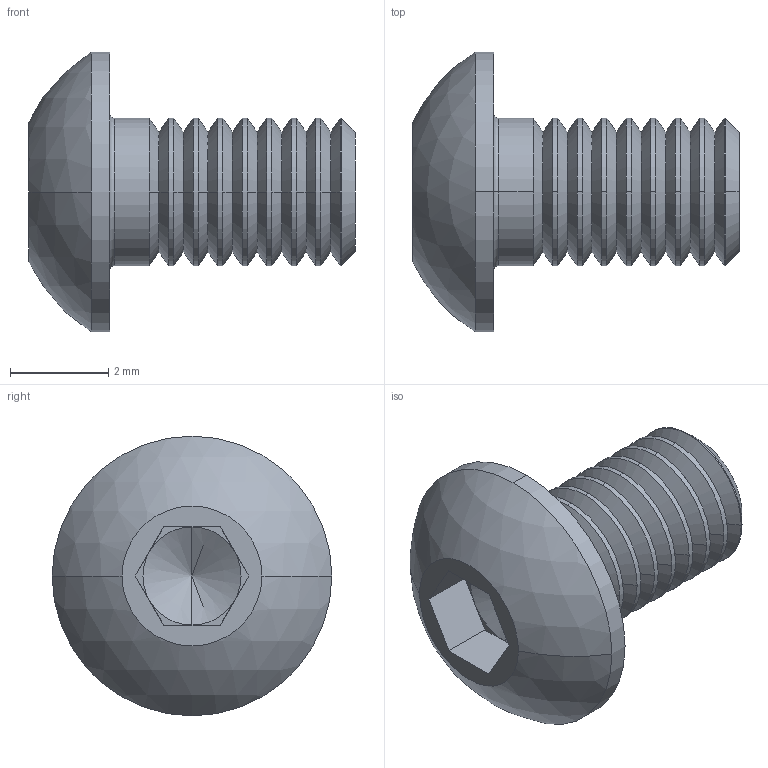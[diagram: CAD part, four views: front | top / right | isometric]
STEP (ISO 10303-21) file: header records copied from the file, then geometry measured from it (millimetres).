
FILE_DESCRIPTION (( 'STEP AP203' ), '1' );
FILE_NAME ('socket button head cap screw_am_B18.3.4M - 3 x 0.5 x 5 SBHCS --S_sldprt.STEP', '2023-01-28T19:13:55', ( 'Windows User' ), ( '' ), 'SwSTEP 2.0', 'SolidWorks 2022', '' );
FILE_SCHEMA (( 'CONFIG_CONTROL_DESIGN' ));
Length unit declared in the file: millimetre
Products named in the file (1): socket button head cap screw_am_B18.3.4M - 3 x 0.5 x 5 SBHCS --S_sldprt
Bounding box: 6.65 x 5.7 x 5.7 mm (x, y, z)
Volume: 57.9 mm3; surface area: 135.4 mm2
Topology: 1 solids, 1 shells, 75 faces, 188 edges, 115 vertices
Faces by surface type: cone 36, cylinder 20, plane 15, torus 2, sphere 2
Entity records: 2327 total; most frequent: DIRECTION 444, CARTESIAN_POINT 377, ORIENTED_EDGE 372, EDGE_CURVE 186, AXIS2_PLACEMENT_3D 182, VERTEX_POINT 115, CIRCLE 106, VECTOR 80
